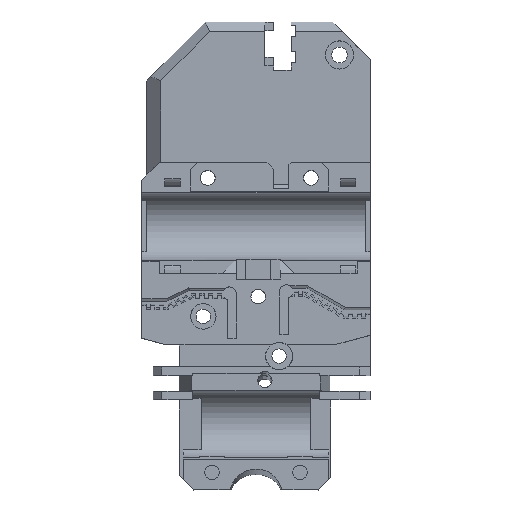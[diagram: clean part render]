
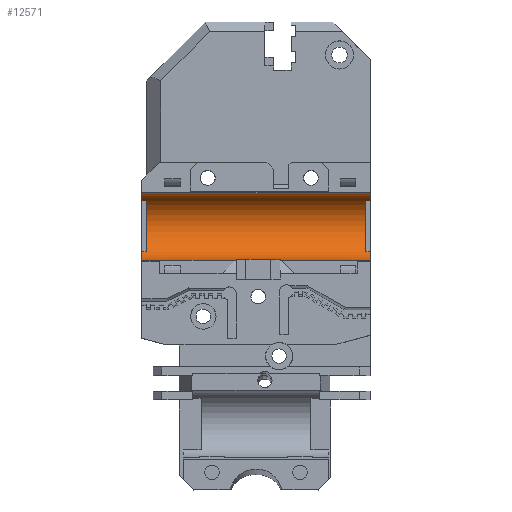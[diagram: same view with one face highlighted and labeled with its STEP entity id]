
A CAD part, top view. The second image highlights one B-rep face of the part: STEP entity #12571.
In plain terms, the highlighted cylindrical face has radius 7.675 mm (diameter 15.35 mm), a partial arc.
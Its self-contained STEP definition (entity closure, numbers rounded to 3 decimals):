
#47=CYLINDRICAL_SURFACE('',#13178,7.675);
#1185=FACE_OUTER_BOUND('',#1840,.T.);
#1840=EDGE_LOOP('',(#11217,#11218,#11219,#11220,#11221,#11222,#11223,#11224,
#11225,#11226,#11227,#11228,#11229,#11230,#11231,#11232,#11233,#11234,#11235,
#11236));
#1983=CIRCLE('',#13122,7.675);
#1984=CIRCLE('',#13125,7.675);
#1985=CIRCLE('',#13127,7.675);
#1986=CIRCLE('',#13130,7.675);
#1987=CIRCLE('',#13139,7.675);
#1990=CIRCLE('',#13148,7.675);
#1991=CIRCLE('',#13149,7.675);
#1992=CIRCLE('',#13151,7.675);
#2000=CIRCLE('',#13179,7.675);
#2001=CIRCLE('',#13180,7.675);
#3247=LINE('',#22054,#4621);
#3249=LINE('',#22057,#4623);
#3300=LINE('',#22163,#4674);
#3302=LINE('',#22166,#4676);
#3303=LINE('',#22170,#4677);
#3311=LINE('',#22182,#4685);
#3313=LINE('',#22185,#4687);
#3314=LINE('',#22187,#4688);
#3315=LINE('',#22193,#4689);
#3316=LINE('',#22196,#4690);
#4621=VECTOR('',#15452,1000.);
#4623=VECTOR('',#15454,1000.);
#4674=VECTOR('',#15545,1000.);
#4676=VECTOR('',#15547,1000.);
#4677=VECTOR('',#15550,1000.);
#4685=VECTOR('',#15564,1000.);
#4687=VECTOR('',#15568,1000.);
#4688=VECTOR('',#15571,1000.);
#4689=VECTOR('',#15578,1000.);
#4690=VECTOR('',#15581,1000.);
#5920=VERTEX_POINT('',#22050);
#5921=VERTEX_POINT('',#22051);
#5922=VERTEX_POINT('',#22053);
#5923=VERTEX_POINT('',#22055);
#5934=VERTEX_POINT('',#22089);
#5935=VERTEX_POINT('',#22091);
#5939=VERTEX_POINT('',#22103);
#5940=VERTEX_POINT('',#22105);
#5944=VERTEX_POINT('',#22114);
#5945=VERTEX_POINT('',#22116);
#5947=VERTEX_POINT('',#22127);
#5948=VERTEX_POINT('',#22129);
#5956=VERTEX_POINT('',#22159);
#5957=VERTEX_POINT('',#22160);
#5958=VERTEX_POINT('',#22162);
#5959=VERTEX_POINT('',#22164);
#5960=VERTEX_POINT('',#22168);
#5961=VERTEX_POINT('',#22169);
#5962=VERTEX_POINT('',#22180);
#5965=VERTEX_POINT('',#22195);
#7683=EDGE_CURVE('',#5920,#5922,#3247,.T.);
#7685=EDGE_CURVE('',#5923,#5921,#3249,.T.);
#7703=EDGE_CURVE('',#5935,#5934,#1983,.T.);
#7710=EDGE_CURVE('',#5940,#5939,#1984,.T.);
#7715=EDGE_CURVE('',#5944,#5945,#1985,.T.);
#7723=EDGE_CURVE('',#5947,#5948,#1986,.T.);
#7740=EDGE_CURVE('',#5957,#5958,#3300,.T.);
#7742=EDGE_CURVE('',#5959,#5956,#3302,.T.);
#7743=EDGE_CURVE('',#5960,#5961,#3303,.T.);
#7750=EDGE_CURVE('',#5922,#5923,#1987,.T.);
#7752=EDGE_CURVE('',#5962,#5934,#3311,.T.);
#7754=EDGE_CURVE('',#5935,#5939,#3313,.T.);
#7755=EDGE_CURVE('',#5940,#5947,#3314,.T.);
#7758=EDGE_CURVE('',#5948,#5944,#3315,.T.);
#7759=EDGE_CURVE('',#5945,#5965,#3316,.T.);
#7763=EDGE_CURVE('',#5965,#5959,#1990,.T.);
#7764=EDGE_CURVE('',#5958,#5960,#1991,.T.);
#7766=EDGE_CURVE('',#5956,#5957,#1992,.T.);
#7787=EDGE_CURVE('',#5921,#5962,#2000,.T.);
#7788=EDGE_CURVE('',#5961,#5920,#2001,.T.);
#11217=ORIENTED_EDGE('',*,*,#7766,.F.);
#11218=ORIENTED_EDGE('',*,*,#7742,.F.);
#11219=ORIENTED_EDGE('',*,*,#7763,.F.);
#11220=ORIENTED_EDGE('',*,*,#7759,.F.);
#11221=ORIENTED_EDGE('',*,*,#7715,.F.);
#11222=ORIENTED_EDGE('',*,*,#7758,.F.);
#11223=ORIENTED_EDGE('',*,*,#7723,.F.);
#11224=ORIENTED_EDGE('',*,*,#7755,.F.);
#11225=ORIENTED_EDGE('',*,*,#7710,.T.);
#11226=ORIENTED_EDGE('',*,*,#7754,.F.);
#11227=ORIENTED_EDGE('',*,*,#7703,.T.);
#11228=ORIENTED_EDGE('',*,*,#7752,.F.);
#11229=ORIENTED_EDGE('',*,*,#7787,.F.);
#11230=ORIENTED_EDGE('',*,*,#7685,.F.);
#11231=ORIENTED_EDGE('',*,*,#7750,.F.);
#11232=ORIENTED_EDGE('',*,*,#7683,.F.);
#11233=ORIENTED_EDGE('',*,*,#7788,.F.);
#11234=ORIENTED_EDGE('',*,*,#7743,.F.);
#11235=ORIENTED_EDGE('',*,*,#7764,.F.);
#11236=ORIENTED_EDGE('',*,*,#7740,.F.);
#12571=ADVANCED_FACE('',(#1185),#47,.F.);
#13122=AXIS2_PLACEMENT_3D('',#22092,#15482,#15483);
#13125=AXIS2_PLACEMENT_3D('',#22106,#15494,#15495);
#13127=AXIS2_PLACEMENT_3D('',#22117,#15502,#15503);
#13130=AXIS2_PLACEMENT_3D('',#22130,#15515,#15516);
#13139=AXIS2_PLACEMENT_3D('',#22178,#15559,#15560);
#13148=AXIS2_PLACEMENT_3D('',#22201,#15587,#15588);
#13149=AXIS2_PLACEMENT_3D('',#22202,#15589,#15590);
#13151=AXIS2_PLACEMENT_3D('',#22205,#15594,#15595);
#13178=AXIS2_PLACEMENT_3D('',#22251,#15661,#15662);
#13179=AXIS2_PLACEMENT_3D('',#22252,#15663,#15664);
#13180=AXIS2_PLACEMENT_3D('',#22253,#15665,#15666);
#15452=DIRECTION('',(-1.,0.,0.));
#15454=DIRECTION('',(1.,0.,0.));
#15482=DIRECTION('center_axis',(-1.,0.,0.));
#15483=DIRECTION('ref_axis',(0.,0.,-1.));
#15494=DIRECTION('center_axis',(-1.,0.,0.));
#15495=DIRECTION('ref_axis',(0.,0.,-1.));
#15502=DIRECTION('center_axis',(-1.,0.,0.));
#15503=DIRECTION('ref_axis',(0.,0.,-1.));
#15515=DIRECTION('center_axis',(-1.,0.,0.));
#15516=DIRECTION('ref_axis',(0.,0.,-1.));
#15545=DIRECTION('',(-1.,0.,0.));
#15547=DIRECTION('',(1.,0.,0.));
#15550=DIRECTION('',(1.,0.,0.));
#15559=DIRECTION('center_axis',(-1.,0.,0.));
#15560=DIRECTION('ref_axis',(0.,0.,
-1.));
#15564=DIRECTION('',(-1.,0.,0.));
#15568=DIRECTION('',(-1.,0.,0.));
#15571=DIRECTION('',(-1.,0.,0.));
#15578=DIRECTION('',(-1.,0.,0.));
#15581=DIRECTION('',(-1.,0.,0.));
#15587=DIRECTION('center_axis',(1.,0.,0.));
#15588=DIRECTION('ref_axis',(0.,0.,-1.));
#15589=DIRECTION('center_axis',(1.,0.,0.));
#15590=DIRECTION('ref_axis',(0.,0.,-1.));
#15594=DIRECTION('center_axis',(1.,0.,0.));
#15595=DIRECTION('ref_axis',(0.,0.,-1.));
#15661=DIRECTION('center_axis',(1.,0.,0.));
#15662=DIRECTION('ref_axis',(0.,0.,-1.));
#15663=DIRECTION('center_axis',(-1.,0.,0.));
#15664=DIRECTION('ref_axis',(0.,0.,-1.));
#15665=DIRECTION('center_axis',(-1.,0.,0.));
#15666=DIRECTION('ref_axis',(0.,0.,-1.));
#22050=CARTESIAN_POINT('',(30.75,12.323,-103.4));
#22051=CARTESIAN_POINT('',(30.75,0.677,-103.4));
#22053=CARTESIAN_POINT('',(29.75,12.323,-103.4));
#22054=CARTESIAN_POINT('',(35.75,12.323,-103.4));
#22055=CARTESIAN_POINT('',(29.75,0.677,-103.4));
#22057=CARTESIAN_POINT('',(35.75,0.677,-103.4));
#22089=CARTESIAN_POINT('',(10.25,-1.175,-98.4));
#22091=CARTESIAN_POINT('',(10.25,-1.11,-99.4));
#22092=CARTESIAN_POINT('Origin',(10.25,6.5,-98.4));
#22103=CARTESIAN_POINT('',(8.05,-1.11,-99.4));
#22105=CARTESIAN_POINT('',(8.05,-1.027,-99.9));
#22106=CARTESIAN_POINT('Origin',(8.05,6.5,-98.4));
#22114=CARTESIAN_POINT('',(0.25,-1.11,-99.4));
#22116=CARTESIAN_POINT('',(0.25,-1.175,-98.4));
#22117=CARTESIAN_POINT('Origin',(0.25,6.5,-98.4));
#22127=CARTESIAN_POINT('',(2.45,-1.027,-99.9));
#22129=CARTESIAN_POINT('',(2.45,-1.11,-99.4));
#22130=CARTESIAN_POINT('Origin',(2.45,6.5,-98.4));
#22159=CARTESIAN_POINT('',(-20.25,0.677,-103.4));
#22160=CARTESIAN_POINT('',(-20.25,12.323,-103.4));
#22162=CARTESIAN_POINT('',(-21.25,12.323,-103.4));
#22163=CARTESIAN_POINT('',(-20.25,12.323,-103.4));
#22164=CARTESIAN_POINT('',(-21.25,0.677,-103.4));
#22166=CARTESIAN_POINT('',(-20.25,0.677,-103.4));
#22168=CARTESIAN_POINT('',(-21.25,14.175,-98.4));
#22169=CARTESIAN_POINT('',(30.75,14.175,-98.4));
#22170=CARTESIAN_POINT('',(-25.25,14.175,-98.4));
#22178=CARTESIAN_POINT('Origin',(29.75,6.5,-98.4));
#22180=CARTESIAN_POINT('',(30.75,-1.175,-98.4));
#22182=CARTESIAN_POINT('',(-25.25,-1.175,-98.4));
#22185=CARTESIAN_POINT('',(-25.25,-1.11,-99.4));
#22187=CARTESIAN_POINT('',(-25.25,-1.027,-99.9));
#22193=CARTESIAN_POINT('',(-25.25,-1.11,-99.4));
#22195=CARTESIAN_POINT('',(-21.25,-1.175,-98.4));
#22196=CARTESIAN_POINT('',(-25.25,-1.175,-98.4));
#22201=CARTESIAN_POINT('Origin',(-21.25,6.5,-98.4));
#22202=CARTESIAN_POINT('Origin',(-21.25,6.5,-98.4));
#22205=CARTESIAN_POINT('Origin',(-20.25,6.5,-98.4));
#22251=CARTESIAN_POINT('Origin',(-25.25,6.5,-98.4));
#22252=CARTESIAN_POINT('Origin',(30.75,6.5,-98.4));
#22253=CARTESIAN_POINT('Origin',(30.75,6.5,-98.4));
